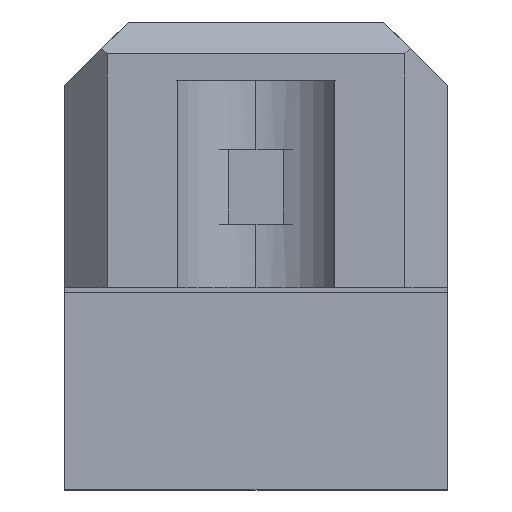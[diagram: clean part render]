
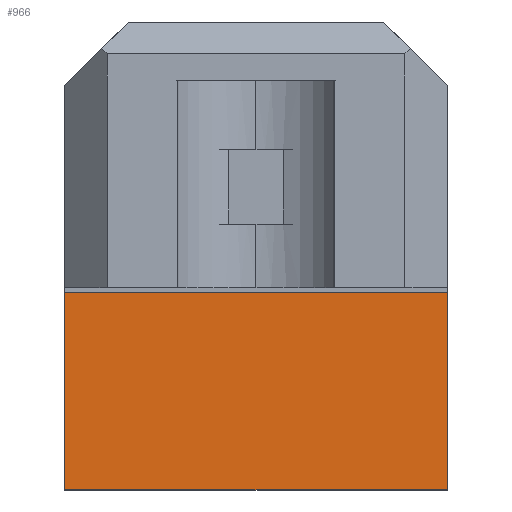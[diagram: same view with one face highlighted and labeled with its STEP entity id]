
A CAD part, front view. The second image highlights one B-rep face of the part: STEP entity #966.
In plain terms, the highlighted planar face has unit normal (0, -1, 0).
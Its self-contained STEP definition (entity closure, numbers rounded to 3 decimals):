
#32 = PLANE('',#33);
#33 = AXIS2_PLACEMENT_3D('',#34,#35,#36);
#34 = CARTESIAN_POINT('',(9.,0.,22.));
#35 = DIRECTION('',(-1.,0.,0.));
#36 = DIRECTION('',(0.,-1.,0.));
#83 = VERTEX_POINT('',#84);
#84 = CARTESIAN_POINT('',(9.,-35.8,0.));
#98 = PLANE('',#99);
#99 = AXIS2_PLACEMENT_3D('',#100,#101,#102);
#100 = CARTESIAN_POINT('',(9.,0.,0.));
#101 = DIRECTION('',(0.,0.,-1.));
#102 = DIRECTION('',(0.,-1.,0.));
#110 = EDGE_CURVE('',#111,#83,#113,.T.);
#111 = VERTEX_POINT('',#112);
#112 = CARTESIAN_POINT('',(9.,-35.8,9.3));
#113 = SURFACE_CURVE('',#114,(#118,#124),.PCURVE_S1.);
#114 = LINE('',#115,#116);
#115 = CARTESIAN_POINT('',(9.,-35.8,15.75));
#116 = VECTOR('',#117,1.);
#117 = DIRECTION('',(0.,0.,-1.));
#118 = PCURVE('',#32,#119);
#119 = DEFINITIONAL_REPRESENTATION('',(#120),#123);
#120 = B_SPLINE_CURVE_WITH_KNOTS('',1,(#121,#122),.UNSPECIFIED.,.F.,.F.,
  (2,2),(5.45,17.45),.PIECEWISE_BEZIER_KNOTS.);
#121 = CARTESIAN_POINT('',(35.8,-11.7));
#122 = CARTESIAN_POINT('',(35.8,-23.7));
#123 = ( GEOMETRIC_REPRESENTATION_CONTEXT(2) 
PARAMETRIC_REPRESENTATION_CONTEXT() REPRESENTATION_CONTEXT('2D SPACE',''
  ) );
#124 = PCURVE('',#125,#130);
#125 = PLANE('',#126);
#126 = AXIS2_PLACEMENT_3D('',#127,#128,#129);
#127 = CARTESIAN_POINT('',(-10.,-35.8,9.5));
#128 = DIRECTION('',(0.,1.,0.));
#129 = DIRECTION('',(0.,0.,-1.));
#130 = DEFINITIONAL_REPRESENTATION('',(#131),#134);
#131 = B_SPLINE_CURVE_WITH_KNOTS('',1,(#132,#133),.UNSPECIFIED.,.F.,.F.,
  (2,2),(5.45,17.45),.PIECEWISE_BEZIER_KNOTS.);
#132 = CARTESIAN_POINT('',(-0.8,-19.));
#133 = CARTESIAN_POINT('',(11.2,-19.));
#134 = ( GEOMETRIC_REPRESENTATION_CONTEXT(2) 
PARAMETRIC_REPRESENTATION_CONTEXT() REPRESENTATION_CONTEXT('2D SPACE',''
  ) );
#151 = PLANE('',#152);
#152 = AXIS2_PLACEMENT_3D('',#153,#154,#155);
#153 = CARTESIAN_POINT('',(-10.,-35.8,9.5));
#154 = DIRECTION('',(0.,1.,0.));
#155 = DIRECTION('',(0.,0.,-1.));
#762 = PLANE('',#763);
#763 = AXIS2_PLACEMENT_3D('',#764,#765,#766);
#764 = CARTESIAN_POINT('',(-9.,0.,22.));
#765 = DIRECTION('',(-1.,0.,0.));
#766 = DIRECTION('',(0.,-1.,0.));
#924 = VERTEX_POINT('',#925);
#925 = CARTESIAN_POINT('',(-9.,-35.8,9.3));
#946 = EDGE_CURVE('',#924,#111,#947,.T.);
#947 = SURFACE_CURVE('',#948,(#952,#959),.PCURVE_S1.);
#948 = LINE('',#949,#950);
#949 = CARTESIAN_POINT('',(-10.,-35.8,9.3));
#950 = VECTOR('',#951,1.);
#951 = DIRECTION('',(1.,0.,0.));
#952 = PCURVE('',#151,#953);
#953 = DEFINITIONAL_REPRESENTATION('',(#954),#958);
#954 = LINE('',#955,#956);
#955 = CARTESIAN_POINT('',(0.2,0.));
#956 = VECTOR('',#957,1.);
#957 = DIRECTION('',(0.,-1.));
#958 = ( GEOMETRIC_REPRESENTATION_CONTEXT(2) 
PARAMETRIC_REPRESENTATION_CONTEXT() REPRESENTATION_CONTEXT('2D SPACE',''
  ) );
#959 = PCURVE('',#125,#960);
#960 = DEFINITIONAL_REPRESENTATION('',(#961),#965);
#961 = LINE('',#962,#963);
#962 = CARTESIAN_POINT('',(0.2,0.));
#963 = VECTOR('',#964,1.);
#964 = DIRECTION('',(0.,-1.));
#965 = ( GEOMETRIC_REPRESENTATION_CONTEXT(2) 
PARAMETRIC_REPRESENTATION_CONTEXT() REPRESENTATION_CONTEXT('2D SPACE',''
  ) );
#966 = ADVANCED_FACE('',(#967),#125,.F.);
#967 = FACE_BOUND('',#968,.F.);
#968 = EDGE_LOOP('',(#969,#990,#991,#992));
#969 = ORIENTED_EDGE('',*,*,#970,.F.);
#970 = EDGE_CURVE('',#924,#971,#973,.T.);
#971 = VERTEX_POINT('',#972);
#972 = CARTESIAN_POINT('',(-9.,-35.8,0.));
#973 = SURFACE_CURVE('',#974,(#978,#984),.PCURVE_S1.);
#974 = LINE('',#975,#976);
#975 = CARTESIAN_POINT('',(-9.,-35.8,15.75));
#976 = VECTOR('',#977,1.);
#977 = DIRECTION('',(0.,0.,-1.));
#978 = PCURVE('',#125,#979);
#979 = DEFINITIONAL_REPRESENTATION('',(#980),#983);
#980 = B_SPLINE_CURVE_WITH_KNOTS('',1,(#981,#982),.UNSPECIFIED.,.F.,.F.,
  (2,2),(5.45,17.45),.PIECEWISE_BEZIER_KNOTS.);
#981 = CARTESIAN_POINT('',(-0.8,-1.));
#982 = CARTESIAN_POINT('',(11.2,-1.));
#983 = ( GEOMETRIC_REPRESENTATION_CONTEXT(2) 
PARAMETRIC_REPRESENTATION_CONTEXT() REPRESENTATION_CONTEXT('2D SPACE',''
  ) );
#984 = PCURVE('',#762,#985);
#985 = DEFINITIONAL_REPRESENTATION('',(#986),#989);
#986 = B_SPLINE_CURVE_WITH_KNOTS('',1,(#987,#988),.UNSPECIFIED.,.F.,.F.,
  (2,2),(5.45,17.45),.PIECEWISE_BEZIER_KNOTS.);
#987 = CARTESIAN_POINT('',(35.8,-11.7));
#988 = CARTESIAN_POINT('',(35.8,-23.7));
#989 = ( GEOMETRIC_REPRESENTATION_CONTEXT(2) 
PARAMETRIC_REPRESENTATION_CONTEXT() REPRESENTATION_CONTEXT('2D SPACE',''
  ) );
#990 = ORIENTED_EDGE('',*,*,#946,.T.);
#991 = ORIENTED_EDGE('',*,*,#110,.T.);
#992 = ORIENTED_EDGE('',*,*,#993,.F.);
#993 = EDGE_CURVE('',#971,#83,#994,.T.);
#994 = SURFACE_CURVE('',#995,(#999,#1005),.PCURVE_S1.);
#995 = LINE('',#996,#997);
#996 = CARTESIAN_POINT('',(-0.5,-35.8,0.));
#997 = VECTOR('',#998,1.);
#998 = DIRECTION('',(1.,0.,0.));
#999 = PCURVE('',#125,#1000);
#1000 = DEFINITIONAL_REPRESENTATION('',(#1001),#1004);
#1001 = B_SPLINE_CURVE_WITH_KNOTS('',1,(#1002,#1003),.UNSPECIFIED.,.F.,
  .F.,(2,2),(-10.3,11.3),.PIECEWISE_BEZIER_KNOTS.);
#1002 = CARTESIAN_POINT('',(9.5,0.8));
#1003 = CARTESIAN_POINT('',(9.5,-20.8));
#1004 = ( GEOMETRIC_REPRESENTATION_CONTEXT(2) 
PARAMETRIC_REPRESENTATION_CONTEXT() REPRESENTATION_CONTEXT('2D SPACE',''
  ) );
#1005 = PCURVE('',#98,#1006);
#1006 = DEFINITIONAL_REPRESENTATION('',(#1007),#1010);
#1007 = B_SPLINE_CURVE_WITH_KNOTS('',1,(#1008,#1009),.UNSPECIFIED.,.F.,
  .F.,(2,2),(-10.3,11.3),.PIECEWISE_BEZIER_KNOTS.);
#1008 = CARTESIAN_POINT('',(35.8,19.8));
#1009 = CARTESIAN_POINT('',(35.8,-1.8));
#1010 = ( GEOMETRIC_REPRESENTATION_CONTEXT(2) 
PARAMETRIC_REPRESENTATION_CONTEXT() REPRESENTATION_CONTEXT('2D SPACE',''
  ) );
